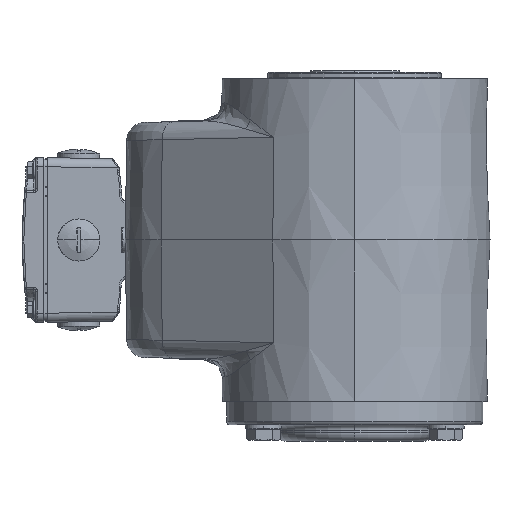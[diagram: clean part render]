
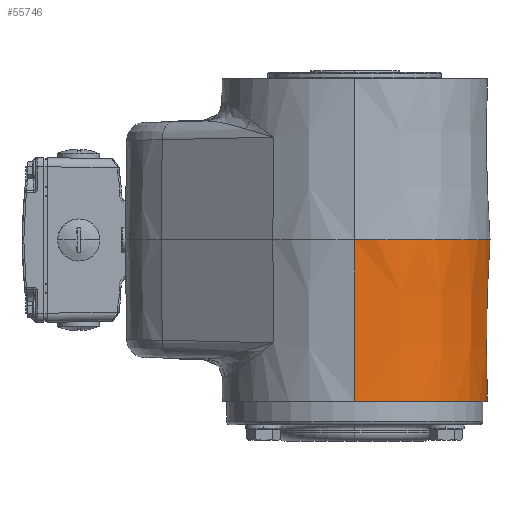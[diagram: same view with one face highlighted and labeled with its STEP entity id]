
A CAD part, left-side view. The second image highlights one B-rep face of the part: STEP entity #55746.
In plain terms, the highlighted conical face has half-angle 1 degrees and reference radius 73.232 mm.
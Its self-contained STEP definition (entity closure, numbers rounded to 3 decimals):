
#18747=DIRECTION('',(0.017,0.,1.));
#18748=VECTOR('',#18747,12.974);
#18749=CARTESIAN_POINT('',(-77.036,-30.,-88.));
#18750=LINE('',#18749,#18748);
#18867=CARTESIAN_POINT('',(-149.5,-30.,-88.));
#18868=DIRECTION('',(0.,0.,1.));
#18869=DIRECTION('',(-1.,0.,0.));
#18870=AXIS2_PLACEMENT_3D('',#18867,#18868,#18869);
#18872=DIRECTION('',(-0.017,0.,1.));
#18873=VECTOR('',#18872,88.013);
#18874=CARTESIAN_POINT('',(-221.964,-30.,-88.));
#18875=LINE('',#18874,#18873);
#18876=CARTESIAN_POINT('',(-149.5,-30.,0.));
#18877=DIRECTION('',(0.,0.,1.));
#18878=DIRECTION('',(-1.,0.,0.));
#18879=AXIS2_PLACEMENT_3D('',#18876,#18877,#18878);
#18881=DIRECTION('',(-0.011,0.013,-1.));
#18882=VECTOR('',#18881,54.521);
#18883=CARTESIAN_POINT('',(-101.004,-85.894,0.));
#18884=LINE('',#18883,#18882);
#18885=CARTESIAN_POINT('',(-101.627,-85.175,
-54.512));
#18886=CARTESIAN_POINT('',(-101.63,-85.172,
-54.728));
#18887=CARTESIAN_POINT('',(-101.629,-85.161,
-55.168));
#18888=CARTESIAN_POINT('',(-101.61,-85.129,
-55.859));
#18889=CARTESIAN_POINT('',(-101.57,-85.078,
-56.565));
#18890=CARTESIAN_POINT('',(-101.51,-85.009,
-57.28));
#18891=CARTESIAN_POINT('',(-101.429,-84.922,
-57.997));
#18892=CARTESIAN_POINT('',(-101.328,-84.817,
-58.71));
#18893=CARTESIAN_POINT('',(-101.208,-84.694,
-59.417));
#18894=CARTESIAN_POINT('',(-101.066,-84.552,
-60.128));
#18895=CARTESIAN_POINT('',(-100.906,-84.394,
-60.822));
#18896=CARTESIAN_POINT('',(-100.728,-84.218,
-61.511));
#18897=CARTESIAN_POINT('',(-100.529,-84.022,
-62.196));
#18898=CARTESIAN_POINT('',(-100.313,-83.81,
-62.864));
#18899=CARTESIAN_POINT('',(-100.083,-83.583,
-63.516));
#18900=CARTESIAN_POINT('',(-99.833,-83.336,
-64.162));
#18901=CARTESIAN_POINT('',(-99.568,-83.073,
-64.791));
#18902=CARTESIAN_POINT('',(-99.291,-82.797,
-65.398));
#18903=CARTESIAN_POINT('',(-98.999,-82.503,
-65.992));
#18904=CARTESIAN_POINT('',(-98.692,-82.191,
-66.571));
#18905=CARTESIAN_POINT('',(-98.373,-81.866,
-67.128));
#18906=CARTESIAN_POINT('',(-98.045,-81.527,
-67.665));
#18907=CARTESIAN_POINT('',(-97.704,-81.171,
-68.185));
#18908=CARTESIAN_POINT('',(-97.352,-80.8,
-68.685));
#18909=CARTESIAN_POINT('',(-96.992,-80.417,
-69.162));
#18910=CARTESIAN_POINT('',(-96.623,-80.018,
-69.62));
#18911=CARTESIAN_POINT('',(-96.245,-79.604,
-70.057));
#18912=CARTESIAN_POINT('',(-95.86,-79.176,
-70.473));
#18913=CARTESIAN_POINT('',(-95.468,-78.735,
-70.867));
#18914=CARTESIAN_POINT('',(-95.068,-78.279,
-71.24));
#18915=CARTESIAN_POINT('',(-94.662,-77.808,
-71.591));
#18916=CARTESIAN_POINT('',(-94.251,-77.323,
-71.921));
#18917=CARTESIAN_POINT('',(-93.833,-76.822,
-72.228));
#18918=CARTESIAN_POINT('',(-93.41,-76.307,
-72.513));
#18919=CARTESIAN_POINT('',(-92.981,-75.775,
-72.777));
#18920=CARTESIAN_POINT('',(-92.546,-75.227,
-73.017));
#18921=CARTESIAN_POINT('',(-92.106,-74.66,
-73.236));
#18922=CARTESIAN_POINT('',(-91.659,-74.074,
-73.432));
#18923=CARTESIAN_POINT('',(-91.204,-73.466,
-73.606));
#18924=CARTESIAN_POINT('',(-90.74,-72.832,
-73.757));
#18925=CARTESIAN_POINT('',(-90.266,-72.17,
-73.884));
#18926=CARTESIAN_POINT('',(-89.773,-71.466,
-73.989));
#18927=CARTESIAN_POINT('',(-89.266,-70.725,
-74.069));
#18928=CARTESIAN_POINT('',(-88.7,-69.873,
-74.127));
#18929=CARTESIAN_POINT('',(-88.145,-69.013,
-74.154));
#18930=CARTESIAN_POINT('',(-87.689,-68.285,
-74.16));
#18931=CARTESIAN_POINT('',(-87.284,-67.622,
-74.157));
#18932=CARTESIAN_POINT('',(-86.93,-67.03,
-74.152));
#18933=CARTESIAN_POINT('',(-86.614,-66.491,
-74.149));
#18934=CARTESIAN_POINT('',(-86.336,-66.007,
-74.151));
#18935=CARTESIAN_POINT('',(-86.173,-65.719,
-74.155));
#18936=CARTESIAN_POINT('',(-86.098,-65.585,
-74.159));
#18938=CARTESIAN_POINT('',(-86.098,-65.585,
-74.159));
#18939=CARTESIAN_POINT('',(-85.779,-65.017,
-74.173));
#18940=CARTESIAN_POINT('',(-85.157,-63.87,
-74.201));
#18941=CARTESIAN_POINT('',(-84.269,-62.126,
-74.243));
#18942=CARTESIAN_POINT('',(-83.429,-60.358,
-74.286));
#18943=CARTESIAN_POINT('',(-82.636,-58.569,
-74.33));
#18944=CARTESIAN_POINT('',(-81.892,-56.758,
-74.374));
#18945=CARTESIAN_POINT('',(-81.197,-54.929,
-74.419));
#18946=CARTESIAN_POINT('',(-80.552,-53.081,
-74.464));
#18947=CARTESIAN_POINT('',(-79.956,-51.216,
-74.51));
#18948=CARTESIAN_POINT('',(-79.411,-49.337,
-74.556));
#18949=CARTESIAN_POINT('',(-78.917,-47.444,
-74.602));
#18950=CARTESIAN_POINT('',(-78.474,-45.537,
-74.648));
#18951=CARTESIAN_POINT('',(-78.082,-43.619,
-74.695));
#18952=CARTESIAN_POINT('',(-77.742,-41.692,
-74.742));
#18953=CARTESIAN_POINT('',(-77.454,-39.756,
-74.79));
#18954=CARTESIAN_POINT('',(-77.219,-37.813,
-74.837));
#18955=CARTESIAN_POINT('',(-77.035,-35.865,
-74.885));
#18956=CARTESIAN_POINT('',(-76.905,-33.912,
-74.932));
#18957=CARTESIAN_POINT('',(-76.826,-31.956,
-74.98));
#18958=CARTESIAN_POINT('',(-76.809,-30.652,
-75.012));
#18959=CARTESIAN_POINT('',(-76.81,-30.,
-75.028));
#25761=CARTESIAN_POINT('',(-223.5,-30.,0.));
#25763=VERTEX_POINT('',#25761);
#25764=CARTESIAN_POINT('',(-101.004,-85.894,
0.));
#25765=VERTEX_POINT('',#25764);
#25826=CARTESIAN_POINT('',(-77.036,-30.,-88.));
#25827=CARTESIAN_POINT('',(-221.964,-30.,-88.));
#25828=VERTEX_POINT('',#25826);
#25829=VERTEX_POINT('',#25827);
#25862=VERTEX_POINT('',#18938);
#25863=VERTEX_POINT('',#18959);
#25865=CARTESIAN_POINT('',(-101.627,-85.175,
-54.512));
#25866=VERTEX_POINT('',#25865);
#55730=CARTESIAN_POINT('',(-149.5,-30.,-44.));
#55731=DIRECTION('',(0.,0.,1.));
#55732=DIRECTION('',(1.,0.,0.));
#55733=AXIS2_PLACEMENT_3D('',#55730,#55731,#55732);
#55734=CONICAL_SURFACE('',#55733,73.232,1.);
#55735=ORIENTED_EDGE('',*,*,#55712,.F.);
#55736=ORIENTED_EDGE('',*,*,#55694,.T.);
#55738=ORIENTED_EDGE('',*,*,#55737,.T.);
#55740=ORIENTED_EDGE('',*,*,#55739,.T.);
#55741=ORIENTED_EDGE('',*,*,#55557,.T.);
#55742=ORIENTED_EDGE('',*,*,#55611,.T.);
#55743=ORIENTED_EDGE('',*,*,#55681,.F.);
#55744=EDGE_LOOP('',(#55735,#55736,#55738,#55740,#55741,#55742,#55743));
#55745=FACE_OUTER_BOUND('',#55744,.F.);
#18871=CIRCLE('',#18870,72.464);
#18880=CIRCLE('',#18879,74.);
#18937=B_SPLINE_CURVE_WITH_KNOTS('',3,(#18885,#18886,#18887,#18888,#18889,
#18890,#18891,#18892,#18893,#18894,#18895,#18896,#18897,#18898,#18899,#18900,
#18901,#18902,#18903,#18904,#18905,#18906,#18907,#18908,#18909,#18910,#18911,
#18912,#18913,#18914,#18915,#18916,#18917,#18918,#18919,#18920,#18921,#18922,
#18923,#18924,#18925,#18926,#18927,#18928,#18929,#18930,#18931,#18932,#18933,
#18934,#18935,#18936),.UNSPECIFIED.,.F.,.F.,(4,1,1,1,1,1,1,1,1,1,1,1,1,1,1,1,1,
1,1,1,1,1,1,1,1,1,1,1,1,1,1,1,1,1,1,1,1,1,1,1,1,1,1,1,1,1,1,1,1,4),(0.,
0.02,0.041,0.061,0.082,
0.102,0.122,0.143,0.163,
0.184,0.204,0.224,0.245,
0.265,0.286,0.306,0.327,
0.347,0.367,0.388,0.408,
0.429,0.449,0.469,0.49,
0.51,0.531,0.551,0.571,
0.592,0.612,0.633,0.653,
0.673,0.694,0.714,0.735,
0.755,0.776,0.796,0.816,
0.837,0.857,0.878,0.898,
0.918,0.939,0.959,0.98,1.),
.UNSPECIFIED.);
#18960=B_SPLINE_CURVE_WITH_KNOTS('',3,(#18938,#18939,#18940,#18941,#18942,
#18943,#18944,#18945,#18946,#18947,#18948,#18949,#18950,#18951,#18952,#18953,
#18954,#18955,#18956,#18957,#18958,#18959),.UNSPECIFIED.,.F.,.F.,(4,1,1,1,1,1,1,
1,1,1,1,1,1,1,1,1,1,1,1,4),(0.,0.053,0.105,
0.158,0.211,0.263,0.316,
0.368,0.421,0.474,0.526,
0.579,0.632,0.684,0.737,
0.789,0.842,0.895,0.947,1.),
.UNSPECIFIED.);
#55557=EDGE_CURVE('',#25866,#25862,#18937,.T.);
#55611=EDGE_CURVE('',#25862,#25863,#18960,.T.);
#55681=EDGE_CURVE('',#25828,#25863,#18750,.T.);
#55694=EDGE_CURVE('',#25829,#25763,#18875,.T.);
#55712=EDGE_CURVE('',#25829,#25828,#18871,.T.);
#55737=EDGE_CURVE('',#25763,#25765,#18880,.T.);
#55739=EDGE_CURVE('',#25765,#25866,#18884,.T.);
#55746=ADVANCED_FACE('',(#55745),#55734,.T.);
